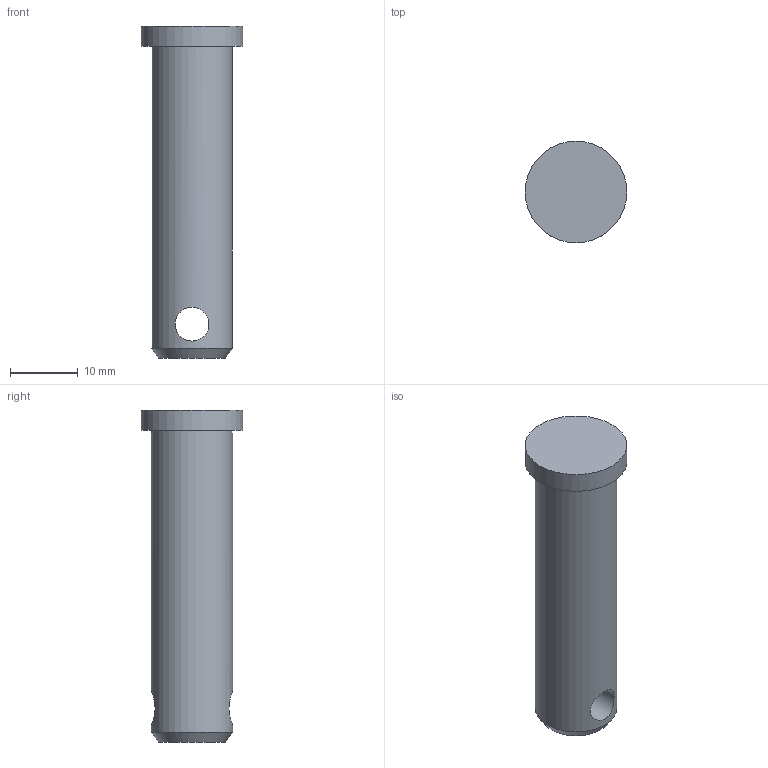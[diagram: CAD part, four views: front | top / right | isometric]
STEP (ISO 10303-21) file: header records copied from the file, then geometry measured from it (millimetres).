
FILE_DESCRIPTION(/* description */ (''),/* implementation_level */ '2;1');
FILE_NAME(/* name */ 'A00772.stp',/* time_stamp */ '2023-06-21T13:21:25+02:00',/* author */ ('msn'),/* organization */ (''),/* preprocessor_version */ 'ST-DEVELOPER v19.2',/* originating_system */ 'Autodesk Inventor 2024',/* authorisation */ '');
FILE_SCHEMA (('AUTOMOTIVE_DESIGN { 1 0 10303 214 3 1 1 }'));
Length unit declared in the file: millimetre
Products named in the file (1): Part4
Bounding box: 15 x 15 x 49 mm (x, y, z)
Volume: 5476.8 mm3; surface area: 2340.7 mm2
Topology: 1 solids, 1 shells, 7 faces, 15 edges, 11 vertices
Faces by surface type: cylinder 3, plane 3, cone 1
Full cylindrical faces by diameter (mm): 5 x1, 12 x1, 15 x1
Entity records: 305 total; most frequent: CARTESIAN_POINT 106, ORIENTED_EDGE 30, DIRECTION 30, EDGE_CURVE 15, AXIS2_PLACEMENT_3D 13, VERTEX_POINT 11, EDGE_LOOP 10, FACE_OUTER_BOUND 7
